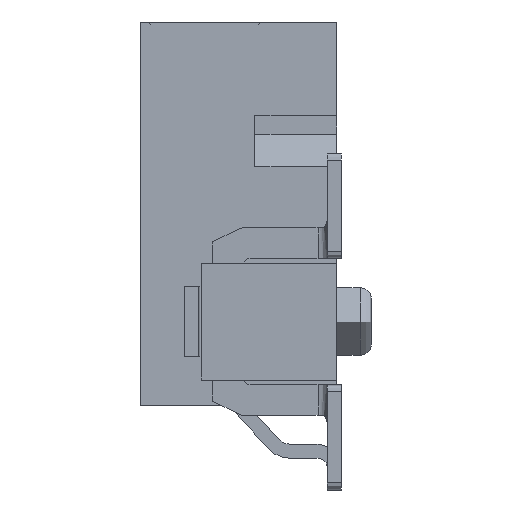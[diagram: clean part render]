
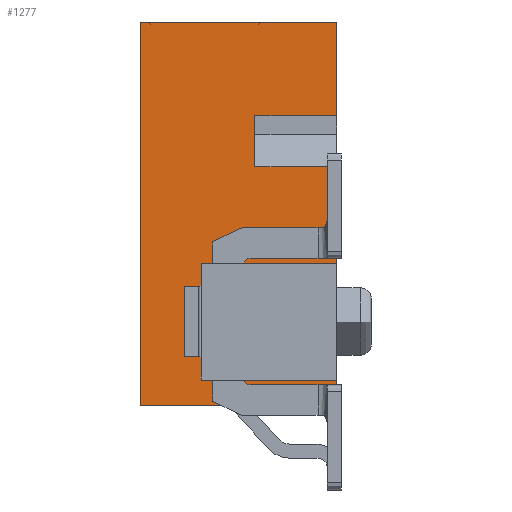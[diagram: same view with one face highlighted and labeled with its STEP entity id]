
A CAD part, left-side view. The second image highlights one B-rep face of the part: STEP entity #1277.
In plain terms, the highlighted planar face has unit normal (-1, 0, 0).
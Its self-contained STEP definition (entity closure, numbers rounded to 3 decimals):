
#353=CARTESIAN_POINT('',(-17.24,2.1,8.2));
#354=VERTEX_POINT('',#353);
#361=CARTESIAN_POINT('',(-17.24,-2.1,8.2));
#362=VERTEX_POINT('',#361);
#363=CARTESIAN_POINT('',(-17.24,2.1,8.2));
#364=DIRECTION('',(0.,-1.,0.));
#365=VECTOR('',#364,4.2);
#366=LINE('',#363,#365);
#367=EDGE_CURVE('',#354,#362,#366,.T.);
#671=CARTESIAN_POINT('',(-17.24,-2.1,5.11));
#672=VERTEX_POINT('',#671);
#689=CARTESIAN_POINT('',(-17.24,-0.35,5.11));
#690=VERTEX_POINT('',#689);
#697=CARTESIAN_POINT('',(-17.24,-0.35,5.11));
#698=DIRECTION('',(0.,-1.,0.));
#699=VECTOR('',#698,1.75);
#700=LINE('',#697,#699);
#701=EDGE_CURVE('',#690,#672,#700,.T.);
#711=CARTESIAN_POINT('',(-17.24,-0.35,6.2));
#712=VERTEX_POINT('',#711);
#713=CARTESIAN_POINT('',(-17.24,-0.35,6.2));
#714=DIRECTION('',(0.,0.,-1.));
#715=VECTOR('',#714,1.09);
#716=LINE('',#713,#715);
#717=EDGE_CURVE('',#712,#690,#716,.T.);
#744=CARTESIAN_POINT('',(-17.24,-2.1,6.2));
#745=VERTEX_POINT('',#744);
#752=CARTESIAN_POINT('',(-17.24,-2.1,6.2));
#753=DIRECTION('',(0.,1.,0.));
#754=VECTOR('',#753,1.75);
#755=LINE('',#752,#754);
#756=EDGE_CURVE('',#745,#712,#755,.T.);
#1142=CARTESIAN_POINT('',(-17.24,0.,4.1));
#1143=DIRECTION('',(0.,-1.,0.));
#1144=DIRECTION('',(-1.,0.,0.));
#1145=AXIS2_PLACEMENT_3D('',#1142,#1144,#1143);
#1146=PLANE('',#1145);
#1147=CARTESIAN_POINT('',(-17.24,-0.2,2.525));
#1148=VERTEX_POINT('',#1147);
#1149=CARTESIAN_POINT('',(-17.24,-0.2,2.9));
#1150=VERTEX_POINT('',#1149);
#1151=CARTESIAN_POINT('',(-17.24,-0.2,2.525));
#1152=DIRECTION('',(0.,0.,1.));
#1153=VECTOR('',#1152,0.375);
#1154=LINE('',#1151,#1153);
#1155=EDGE_CURVE('',#1148,#1150,#1154,.T.);
#1156=ORIENTED_EDGE('',*,*,#1155,.T.);
#1157=CARTESIAN_POINT('',(-17.24,-0.35,3.05));
#1158=VERTEX_POINT('',#1157);
#1159=CARTESIAN_POINT('',(-17.24,-0.2,2.9));
#1160=DIRECTION('',(0.,-0.707,0.707));
#1161=VECTOR('',#1160,0.212);
#1162=LINE('',#1159,#1161);
#1163=EDGE_CURVE('',#1150,#1158,#1162,.T.);
#1164=ORIENTED_EDGE('',*,*,#1163,.T.);
#1165=CARTESIAN_POINT('',(-17.24,-2.1,3.05));
#1166=VERTEX_POINT('',#1165);
#1167=CARTESIAN_POINT('',(-17.24,-0.35,3.05));
#1168=DIRECTION('',(0.,-1.,0.));
#1169=VECTOR('',#1168,1.75);
#1170=LINE('',#1167,#1169);
#1171=EDGE_CURVE('',#1158,#1166,#1170,.T.);
#1172=ORIENTED_EDGE('',*,*,#1171,.T.);
#1173=CARTESIAN_POINT('',(-17.24,-2.1,3.05));
#1174=DIRECTION('',(0.,0.,1.));
#1175=VECTOR('',#1174,2.06);
#1176=LINE('',#1173,#1175);
#1177=EDGE_CURVE('',#1166,#672,#1176,.T.);
#1178=ORIENTED_EDGE('',*,*,#1177,.T.);
#1179=ORIENTED_EDGE('',*,*,#701,.F.);
#1180=ORIENTED_EDGE('',*,*,#717,.F.);
#1181=ORIENTED_EDGE('',*,*,#756,.F.);
#1182=CARTESIAN_POINT('',(-17.24,-2.1,6.2));
#1183=DIRECTION('',(0.,0.,1.));
#1184=VECTOR('',#1183,2.);
#1185=LINE('',#1182,#1184);
#1186=EDGE_CURVE('',#745,#362,#1185,.T.);
#1187=ORIENTED_EDGE('',*,*,#1186,.T.);
#1188=ORIENTED_EDGE('',*,*,#367,.F.);
#1189=CARTESIAN_POINT('',(-17.24,2.1,0.));
#1190=VERTEX_POINT('',#1189);
#1191=CARTESIAN_POINT('',(-17.24,2.1,8.2));
#1192=DIRECTION('',(0.,0.,-1.));
#1193=VECTOR('',#1192,8.2);
#1194=LINE('',#1191,#1193);
#1195=EDGE_CURVE('',#354,#1190,#1194,.T.);
#1196=ORIENTED_EDGE('',*,*,#1195,.T.);
#1197=CARTESIAN_POINT('',(-17.24,-2.1,0.));
#1198=VERTEX_POINT('',#1197);
#1199=CARTESIAN_POINT('',(-17.24,2.1,0.));
#1200=DIRECTION('',(0.,-1.,0.));
#1201=VECTOR('',#1200,4.2);
#1202=LINE('',#1199,#1201);
#1203=EDGE_CURVE('',#1190,#1198,#1202,.T.);
#1204=ORIENTED_EDGE('',*,*,#1203,.T.);
#1205=CARTESIAN_POINT('',(-17.24,-2.1,0.55));
#1206=VERTEX_POINT('',#1205);
#1207=CARTESIAN_POINT('',(-17.24,-2.1,0.));
#1208=DIRECTION('',(0.,0.,1.));
#1209=VECTOR('',#1208,0.55);
#1210=LINE('',#1207,#1209);
#1211=EDGE_CURVE('',#1198,#1206,#1210,.T.);
#1212=ORIENTED_EDGE('',*,*,#1211,.T.);
#1213=CARTESIAN_POINT('',(-17.24,-0.35,0.55));
#1214=VERTEX_POINT('',#1213);
#1215=CARTESIAN_POINT('',(-17.24,-2.1,0.55));
#1216=DIRECTION('',(0.,1.,0.));
#1217=VECTOR('',#1216,1.75);
#1218=LINE('',#1215,#1217);
#1219=EDGE_CURVE('',#1206,#1214,#1218,.T.);
#1220=ORIENTED_EDGE('',*,*,#1219,.T.);
#1221=CARTESIAN_POINT('',(-17.24,-0.2,0.7));
#1222=VERTEX_POINT('',#1221);
#1223=CARTESIAN_POINT('',(-17.24,-0.35,0.55));
#1224=DIRECTION('',(0.,0.707,0.707));
#1225=VECTOR('',#1224,0.212);
#1226=LINE('',#1223,#1225);
#1227=EDGE_CURVE('',#1214,#1222,#1226,.T.);
#1228=ORIENTED_EDGE('',*,*,#1227,.T.);
#1229=CARTESIAN_POINT('',(-17.24,-0.2,1.075));
#1230=VERTEX_POINT('',#1229);
#1231=CARTESIAN_POINT('',(-17.24,-0.2,0.7));
#1232=DIRECTION('',(0.,0.,1.));
#1233=VECTOR('',#1232,0.375);
#1234=LINE('',#1231,#1233);
#1235=EDGE_CURVE('',#1222,#1230,#1234,.T.);
#1236=ORIENTED_EDGE('',*,*,#1235,.T.);
#1237=CARTESIAN_POINT('',(-17.24,-1.85,1.075));
#1238=VERTEX_POINT('',#1237);
#1239=CARTESIAN_POINT('',(-17.24,-0.2,1.075));
#1240=DIRECTION('',(0.,-1.,0.));
#1241=VECTOR('',#1240,1.65);
#1242=LINE('',#1239,#1241);
#1243=EDGE_CURVE('',#1230,#1238,#1242,.T.);
#1244=ORIENTED_EDGE('',*,*,#1243,.T.);
#1245=CARTESIAN_POINT('',(-17.24,-2.,1.225));
#1246=VERTEX_POINT('',#1245);
#1247=CARTESIAN_POINT('',(-17.24,-1.85,1.075));
#1248=DIRECTION('',(0.,-0.707,0.707));
#1249=VECTOR('',#1248,0.212);
#1250=LINE('',#1247,#1249);
#1251=EDGE_CURVE('',#1238,#1246,#1250,.T.);
#1252=ORIENTED_EDGE('',*,*,#1251,.T.);
#1253=CARTESIAN_POINT('',(-17.24,-2.,2.375));
#1254=VERTEX_POINT('',#1253);
#1255=CARTESIAN_POINT('',(-17.24,-2.,1.225));
#1256=DIRECTION('',(0.,0.,1.));
#1257=VECTOR('',#1256,1.15);
#1258=LINE('',#1255,#1257);
#1259=EDGE_CURVE('',#1246,#1254,#1258,.T.);
#1260=ORIENTED_EDGE('',*,*,#1259,.T.);
#1261=CARTESIAN_POINT('',(-17.24,-1.85,2.525));
#1262=VERTEX_POINT('',#1261);
#1263=CARTESIAN_POINT('',(-17.24,-2.,2.375));
#1264=DIRECTION('',(0.,0.707,0.707));
#1265=VECTOR('',#1264,0.212);
#1266=LINE('',#1263,#1265);
#1267=EDGE_CURVE('',#1254,#1262,#1266,.T.);
#1268=ORIENTED_EDGE('',*,*,#1267,.T.);
#1269=CARTESIAN_POINT('',(-17.24,-1.85,2.525));
#1270=DIRECTION('',(0.,1.,0.));
#1271=VECTOR('',#1270,1.65);
#1272=LINE('',#1269,#1271);
#1273=EDGE_CURVE('',#1262,#1148,#1272,.T.);
#1274=ORIENTED_EDGE('',*,*,#1273,.T.);
#1275=EDGE_LOOP('',(#1156,#1164,#1172,#1178,#1179,#1180,#1181,#1187,#1188,#1196,#1204,#1212,#1220,#1228,#1236,#1244,#1252,#1260,#1268,#1274));
#1276=FACE_OUTER_BOUND('',#1275,.T.);
#1277=ADVANCED_FACE('',(#1276),#1146,.T.);
